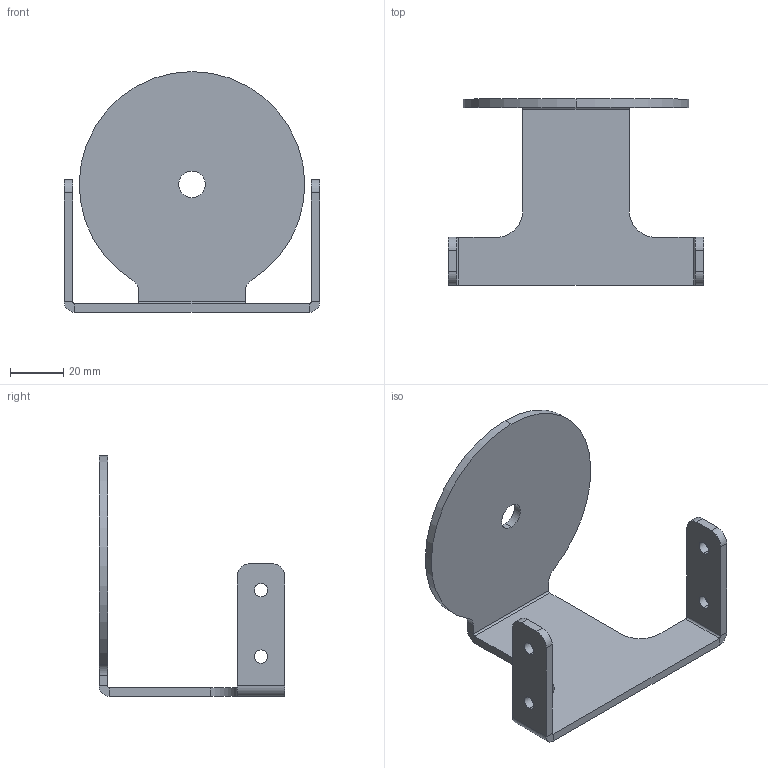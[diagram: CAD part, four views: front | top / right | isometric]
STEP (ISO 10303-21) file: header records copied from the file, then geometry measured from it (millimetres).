
FILE_DESCRIPTION (( 'STEP AP214' ), '1' );
FILE_NAME ('妒薨嬥嬶.STEP', '2016-01-25T02:32:43', ( 'hokuyo' ), ( '' ), 'SwSTEP 2.0', 'SolidWorks 2015', '' );
FILE_SCHEMA (( 'AUTOMOTIVE_DESIGN' ));
Length unit declared in the file: millimetre
Products named in the file (1): 妒薨嬥嬶
Bounding box: 96.2 x 70 x 90.7 mm (x, y, z)
Volume: 35605.4 mm3; surface area: 24781.3 mm2
Topology: 1 solids, 1 shells, 53 faces, 129 edges, 78 vertices
Faces by surface type: plane 27, cylinder 26
Entity records: 1597 total; most frequent: DIRECTION 289, CARTESIAN_POINT 261, ORIENTED_EDGE 258, EDGE_CURVE 129, AXIS2_PLACEMENT_3D 106, VERTEX_POINT 78, VECTOR 77, LINE 77
